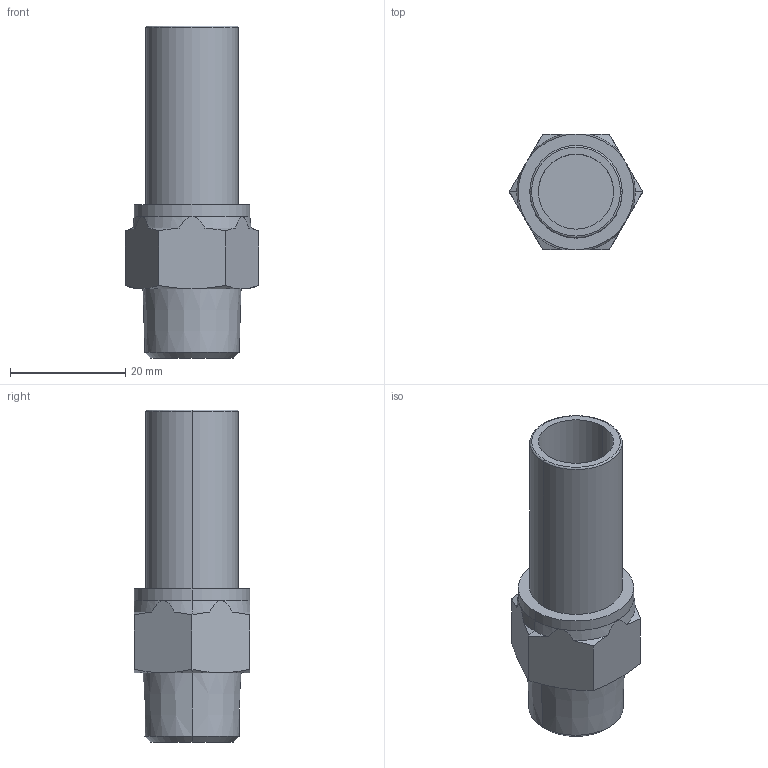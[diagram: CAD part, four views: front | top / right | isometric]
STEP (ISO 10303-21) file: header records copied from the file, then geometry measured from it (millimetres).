
FILE_DESCRIPTION((''),'2;1');
FILE_NAME('GPCJ_1603(3D).stp','2012-12-20T14:29:33',(''),(''),'Mechanical Desktop.R8.0.24.0','Mechanical Desktop.R8.0.24.0',', , ');
FILE_SCHEMA(('CONFIG_CONTROL_DESIGN'));
Length unit declared in the file: millimetre
Products named in the file (2): GPCJ_1603(3D); 睡ヶ1
Assembly tree (1 placements, depth 2):
  GPCJ_1603(3D)
    睡ヶ1
Bounding box: 23.09 x 20 x 57.5 mm (x, y, z)
Volume: 7912.1 mm3; surface area: 5626.2 mm2
Topology: 1 solids, 1 shells, 52 faces, 112 edges, 66 vertices
Faces by surface type: cone 30, plane 12, cylinder 8, torus 2
Entity records: 1471 total; most frequent: CARTESIAN_POINT 304, DIRECTION 234, ORIENTED_EDGE 224, EDGE_CURVE 112, AXIS2_PLACEMENT_3D 104, VERTEX_POINT 66, EDGE_LOOP 56, FACE_OUTER_BOUND 52
